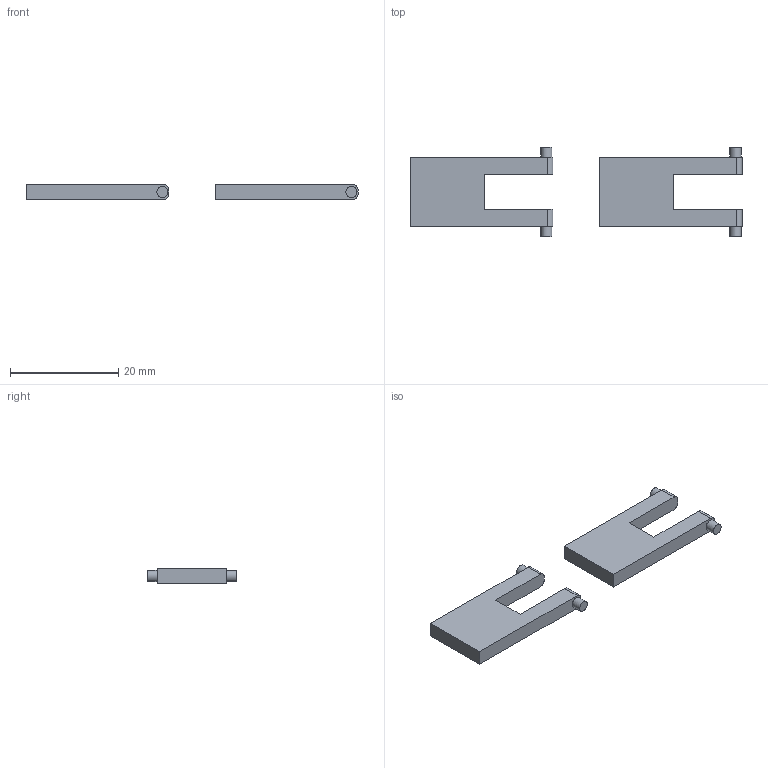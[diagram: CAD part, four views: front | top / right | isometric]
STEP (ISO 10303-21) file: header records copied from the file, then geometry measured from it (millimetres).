
FILE_DESCRIPTION(/* description */ (''),/* implementation_level */ '2;1');
FILE_NAME(/* name */ 'Both_hinges.step',/* time_stamp */ '2022-12-06T10:54:37Z',/* author */ (''),/* organization */ (''),/* preprocessor_version */ 'ST-DEVELOPER v19.2',/* originating_system */ 'Autodesk Translation Framework v11.17.0.187',/* authorisation */ '');
FILE_SCHEMA (('AUTOMOTIVE_DESIGN { 1 0 10303 214 3 1 1 }'));
Length unit declared in the file: millimetre
Products named in the file (1): Flip_hinge_test
Bounding box: 61.44 x 16.49 x 2.85 mm (x, y, z)
Volume: 1487.9 mm3; surface area: 1656.1 mm2
Topology: 2 solids, 2 shells, 36 faces, 84 edges, 56 vertices
Faces by surface type: plane 24, cylinder 12
Full cylindrical faces by diameter (mm): 2.066 x4
Entity records: 1064 total; most frequent: DIRECTION 182, CARTESIAN_POINT 177, ORIENTED_EDGE 168, EDGE_CURVE 84, AXIS2_PLACEMENT_3D 61, LINE 60, VECTOR 60, VERTEX_POINT 56
